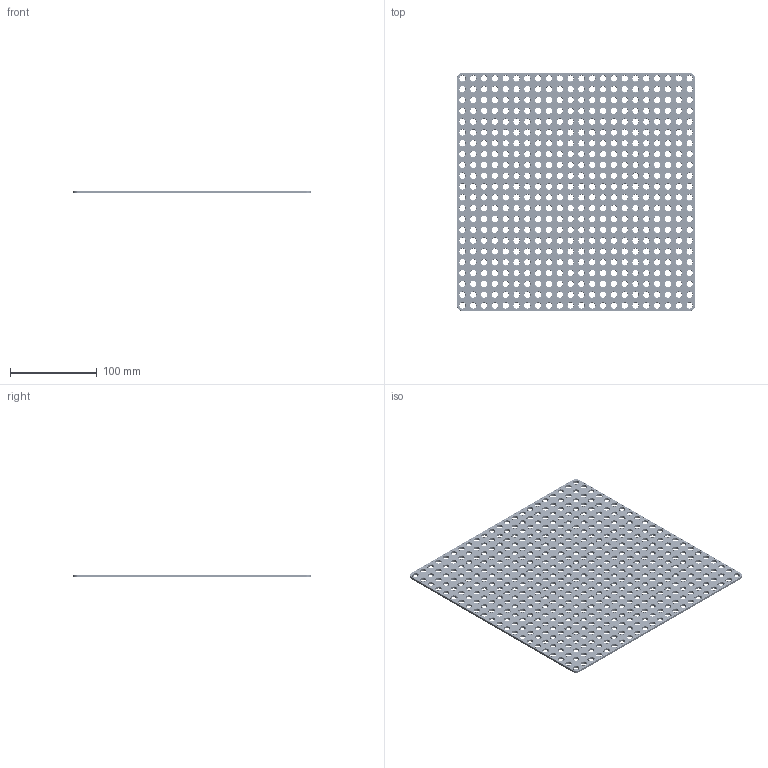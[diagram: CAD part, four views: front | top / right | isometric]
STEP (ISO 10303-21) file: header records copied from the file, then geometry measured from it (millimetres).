
FILE_DESCRIPTION(('FreeCAD Model'),'2;1');
FILE_NAME('Open CASCADE Shape Model','2024-01-31T15:20:17',(''),(''), 'Open CASCADE STEP processor 7.6','FreeCAD','Unknown');
FILE_SCHEMA(('AUTOMOTIVE_DESIGN { 1 0 10303 214 1 1 1 1 }'));
Products named in the file (1): Plate SQR CRNR BU22x00.25 - SPN-PLT-0057 (stemfie.org)
Bounding box: 275 x 275 x 3.12 mm (x, y, z)
Volume: 168487.7 mm3; surface area: 149600.1 mm2
Topology: 1 solids, 1 shells, 2892 faces, 6138 edges, 3764 vertices
Faces by surface type: cylinder 976, cone 976, plane 806, extrusion 134
Full cylindrical faces by diameter (mm): 7 x484, 9.2 x484
Entity records: 162845 total; most frequent: CARTESIAN_POINT 33898, DIRECTION 24812, VECTOR 12454, LINE 12320, ORIENTED_EDGE 12276, PCURVE 12276, DEFINITIONAL_REPRESENTATION 12276, EDGE_CURVE 6138
